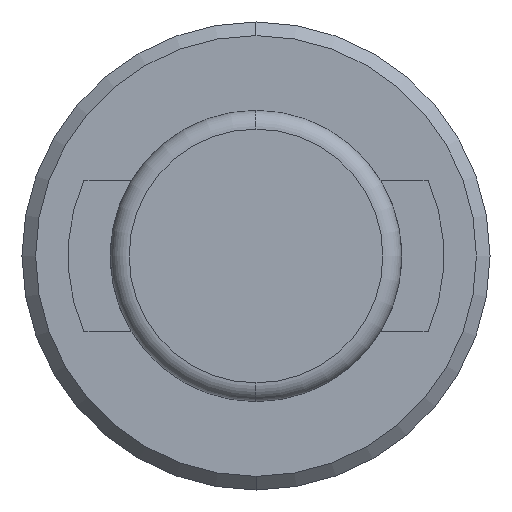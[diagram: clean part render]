
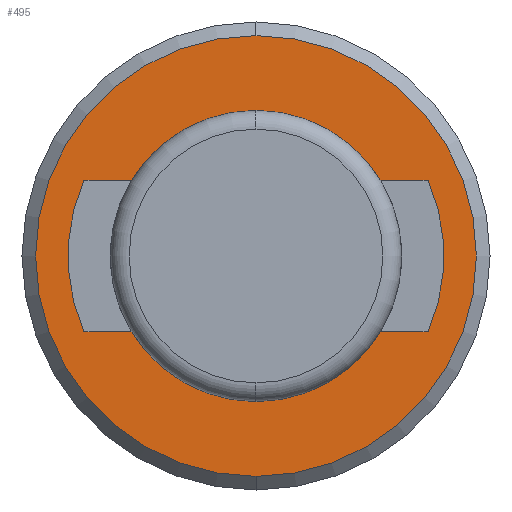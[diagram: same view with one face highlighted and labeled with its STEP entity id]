
A CAD part, left-side view. The second image highlights one B-rep face of the part: STEP entity #495.
In plain terms, the highlighted planar face has unit normal (-1, 0, 0).
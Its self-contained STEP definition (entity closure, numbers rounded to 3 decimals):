
#2 = DIRECTION ( 'NONE',  ( 0., 0., 1. ) ) ;
#12 = CARTESIAN_POINT ( 'NONE',  ( 36.1, 0., 0. ) ) ;
#17 = DIRECTION ( 'NONE',  ( 0., 0., 1. ) ) ;
#20 = EDGE_CURVE ( 'NONE', #189, #506, #52, .T. ) ;
#35 = CARTESIAN_POINT ( 'NONE',  ( 36.1, 0., 8.05 ) ) ;
#44 = VERTEX_POINT ( 'NONE', #542 ) ;
#52 = CIRCLE ( 'NONE', #1145, 15.5 ) ;
#68 = CARTESIAN_POINT ( 'NONE',  ( 36.1, 0., 0. ) ) ;
#107 = CARTESIAN_POINT ( 'NONE',  ( 36.1, 0., 0. ) ) ;
#112 = CARTESIAN_POINT ( 'NONE',  ( 36.1, 0., 8.05 ) ) ;
#115 = VERTEX_POINT ( 'NONE', #467 ) ;
#177 = CARTESIAN_POINT ( 'NONE',  ( 36.1, 0., 15.5 ) ) ;
#184 = DIRECTION ( 'NONE',  ( -1., 0., 0. ) ) ;
#189 = VERTEX_POINT ( 'NONE', #611 ) ;
#195 = EDGE_CURVE ( 'NONE', #909, #44, #1366, .T. ) ;
#204 = DIRECTION ( 'NONE',  ( 1., 0., 0. ) ) ;
#219 = CARTESIAN_POINT ( 'NONE',  ( 36.1, 0., 0. ) ) ;
#226 = AXIS2_PLACEMENT_3D ( 'NONE', #262, #1056, #370 ) ;
#237 = EDGE_CURVE ( 'NONE', #1450, #434, #393, .T. ) ;
#253 = VECTOR ( 'NONE', #1389, 1000. ) ;
#262 = CARTESIAN_POINT ( 'NONE',  ( 36.1, 0., 0. ) ) ;
#283 = EDGE_CURVE ( 'NONE', #811, #798, #965, .T. ) ;
#285 = VECTOR ( 'NONE', #1137, 1000. ) ;
#317 = VECTOR ( 'NONE', #663, 1000. ) ;
#333 = EDGE_CURVE ( 'NONE', #1313, #115, #891, .T. ) ;
#339 = VECTOR ( 'NONE', #485, 1000. ) ;
#341 = DIRECTION ( 'NONE',  ( 1., 0., 0. ) ) ;
#361 = CARTESIAN_POINT ( 'NONE',  ( 36.1, 13.246, -8.05 ) ) ;
#370 = DIRECTION ( 'NONE',  ( 0., 0., 1. ) ) ;
#393 = CIRCLE ( 'NONE', #1049, 20. ) ;
#394 = EDGE_CURVE ( 'NONE', #1237, #1313, #1437, .T. ) ;
#397 = DIRECTION ( 'NONE',  ( 1., 0., 0. ) ) ;
#419 = EDGE_CURVE ( 'NONE', #798, #189, #1083, .T. ) ;
#427 = DIRECTION ( 'NONE',  ( 0., 0., 1. ) ) ;
#434 = VERTEX_POINT ( 'NONE', #1351 ) ;
#467 = CARTESIAN_POINT ( 'NONE',  ( 36.1, -18.308, 8.05 ) ) ;
#468 = CARTESIAN_POINT ( 'NONE',  ( 36.1, -23.731, -23.731 ) ) ;
#474 = AXIS2_PLACEMENT_3D ( 'NONE', #1078, #397, #1183 ) ;
#484 = AXIS2_PLACEMENT_3D ( 'NONE', #12, #341, #1043 ) ;
#485 = DIRECTION ( 'NONE',  ( 0., -1., 0. ) ) ;
#495 = ADVANCED_FACE ( 'NONE', ( #1336, #1015 ), #585, .T. ) ;
#504 = VERTEX_POINT ( 'NONE', #1044 ) ;
#506 = VERTEX_POINT ( 'NONE', #361 ) ;
#515 = DIRECTION ( 'NONE',  ( 0., 0., -1. ) ) ;
#533 = EDGE_CURVE ( 'NONE', #504, #1237, #712, .T. ) ;
#542 = CARTESIAN_POINT ( 'NONE',  ( 36.1, 0., 23.45 ) ) ;
#560 = EDGE_CURVE ( 'NONE', #434, #504, #946, .T. ) ;
#585 = PLANE ( 'NONE',  #1387 ) ;
#611 = CARTESIAN_POINT ( 'NONE',  ( 36.1, 0., -15.5 ) ) ;
#632 = EDGE_LOOP ( 'NONE', ( #1363, #993 ) ) ;
#663 = DIRECTION ( 'NONE',  ( 0., 1., 0. ) ) ;
#679 = DIRECTION ( 'NONE',  ( 1., 0., 0. ) ) ;
#680 = ORIENTED_EDGE ( 'NONE', *, *, #560, .T. ) ;
#689 = EDGE_LOOP ( 'NONE', ( #1420, #1104, #1199, #1404, #680, #1268, #1349, #906, #1345, #869 ) ) ;
#702 = DIRECTION ( 'NONE',  ( -1., 0., 0. ) ) ;
#712 = CIRCLE ( 'NONE', #226, 15.5 ) ;
#755 = DIRECTION ( 'NONE',  ( 1., 0., 0. ) ) ;
#798 = VERTEX_POINT ( 'NONE', #1424 ) ;
#811 = VERTEX_POINT ( 'NONE', #873 ) ;
#824 = AXIS2_PLACEMENT_3D ( 'NONE', #1181, #974, #515 ) ;
#842 = CARTESIAN_POINT ( 'NONE',  ( 36.1, 0., -8.05 ) ) ;
#868 = CARTESIAN_POINT ( 'NONE',  ( 36.1, 0., 0. ) ) ;
#869 = ORIENTED_EDGE ( 'NONE', *, *, #283, .T. ) ;
#870 = AXIS2_PLACEMENT_3D ( 'NONE', #107, #679, #2 ) ;
#873 = CARTESIAN_POINT ( 'NONE',  ( 36.1, -18.308, -8.05 ) ) ;
#891 = LINE ( 'NONE', #112, #285 ) ;
#906 = ORIENTED_EDGE ( 'NONE', *, *, #333, .T. ) ;
#909 = VERTEX_POINT ( 'NONE', #1383 ) ;
#944 = CARTESIAN_POINT ( 'NONE',  ( 36.1, 18.308, -8.05 ) ) ;
#946 = LINE ( 'NONE', #35, #339 ) ;
#965 = LINE ( 'NONE', #1113, #317 ) ;
#967 = EDGE_CURVE ( 'NONE', #506, #1450, #1118, .T. ) ;
#974 = DIRECTION ( 'NONE',  ( -1., 0., 0. ) ) ;
#982 = DIRECTION ( 'NONE',  ( 0., 0., -1. ) ) ;
#993 = ORIENTED_EDGE ( 'NONE', *, *, #1236, .T. ) ;
#1012 = AXIS2_PLACEMENT_3D ( 'NONE', #868, #184, #982 ) ;
#1015 = FACE_OUTER_BOUND ( 'NONE', #632, .T. ) ;
#1043 = DIRECTION ( 'NONE',  ( 0., 0., 1. ) ) ;
#1044 = CARTESIAN_POINT ( 'NONE',  ( 36.1, 13.246, 8.05 ) ) ;
#1049 = AXIS2_PLACEMENT_3D ( 'NONE', #219, #755, #427 ) ;
#1056 = DIRECTION ( 'NONE',  ( 1., 0., 0. ) ) ;
#1078 = CARTESIAN_POINT ( 'NONE',  ( 36.1, 0., 0. ) ) ;
#1083 = CIRCLE ( 'NONE', #870, 15.5 ) ;
#1094 = CARTESIAN_POINT ( 'NONE',  ( 36.1, -13.246, 8.05 ) ) ;
#1104 = ORIENTED_EDGE ( 'NONE', *, *, #20, .T. ) ;
#1113 = CARTESIAN_POINT ( 'NONE',  ( 36.1, 0., -8.05 ) ) ;
#1114 = EDGE_CURVE ( 'NONE', #115, #811, #1374, .T. ) ;
#1118 = LINE ( 'NONE', #842, #253 ) ;
#1137 = DIRECTION ( 'NONE',  ( 0., -1., 0. ) ) ;
#1145 = AXIS2_PLACEMENT_3D ( 'NONE', #68, #204, #1239 ) ;
#1181 = CARTESIAN_POINT ( 'NONE',  ( 36.1, 0., 0. ) ) ;
#1183 = DIRECTION ( 'NONE',  ( 0., 0., 1. ) ) ;
#1199 = ORIENTED_EDGE ( 'NONE', *, *, #967, .T. ) ;
#1236 = EDGE_CURVE ( 'NONE', #44, #909, #1302, .T. ) ;
#1237 = VERTEX_POINT ( 'NONE', #177 ) ;
#1239 = DIRECTION ( 'NONE',  ( 0., 0., 1. ) ) ;
#1268 = ORIENTED_EDGE ( 'NONE', *, *, #533, .T. ) ;
#1302 = CIRCLE ( 'NONE', #1012, 23.45 ) ;
#1313 = VERTEX_POINT ( 'NONE', #1094 ) ;
#1336 = FACE_BOUND ( 'NONE', #689, .T. ) ;
#1345 = ORIENTED_EDGE ( 'NONE', *, *, #1114, .T. ) ;
#1349 = ORIENTED_EDGE ( 'NONE', *, *, #394, .T. ) ;
#1351 = CARTESIAN_POINT ( 'NONE',  ( 36.1, 18.308, 8.05 ) ) ;
#1363 = ORIENTED_EDGE ( 'NONE', *, *, #195, .T. ) ;
#1366 = CIRCLE ( 'NONE', #824, 23.45 ) ;
#1374 = CIRCLE ( 'NONE', #474, 20. ) ;
#1383 = CARTESIAN_POINT ( 'NONE',  ( 36.1, 0., -23.45 ) ) ;
#1387 = AXIS2_PLACEMENT_3D ( 'NONE', #468, #702, #17 ) ;
#1389 = DIRECTION ( 'NONE',  ( 0., 1., 0. ) ) ;
#1404 = ORIENTED_EDGE ( 'NONE', *, *, #237, .T. ) ;
#1420 = ORIENTED_EDGE ( 'NONE', *, *, #419, .T. ) ;
#1424 = CARTESIAN_POINT ( 'NONE',  ( 36.1, -13.246, -8.05 ) ) ;
#1437 = CIRCLE ( 'NONE', #484, 15.5 ) ;
#1450 = VERTEX_POINT ( 'NONE', #944 ) ;
